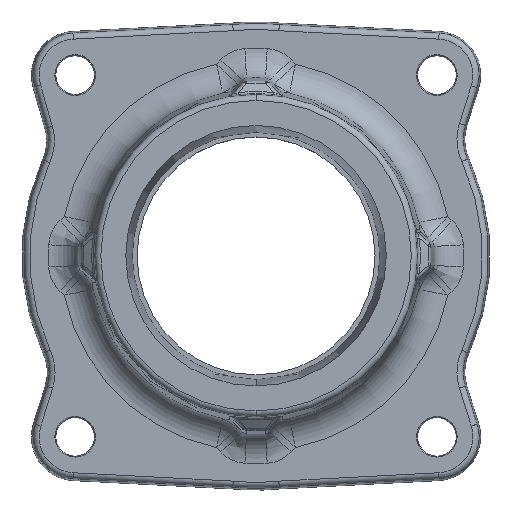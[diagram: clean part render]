
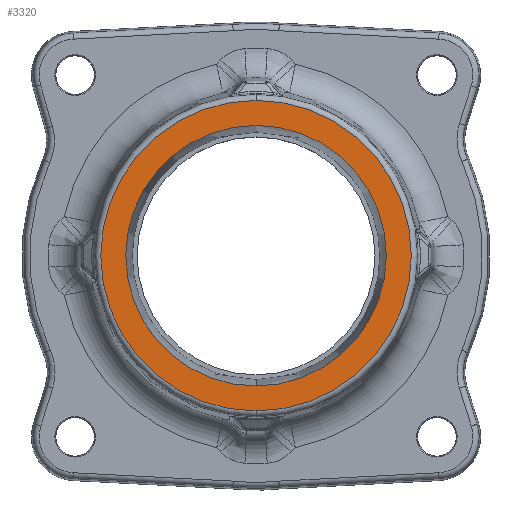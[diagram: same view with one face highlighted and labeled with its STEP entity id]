
A CAD part, top view. The second image highlights one B-rep face of the part: STEP entity #3320.
In plain terms, the highlighted planar face has unit normal (0, 0, 1).
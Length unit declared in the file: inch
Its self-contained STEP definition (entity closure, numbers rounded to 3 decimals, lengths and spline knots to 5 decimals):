
#49=CARTESIAN_POINT('',(0.,0.,1.9375));
#50=DIRECTION('',(0.,0.,1.));
#51=DIRECTION('',(0.,-1.,0.));
#52=AXIS2_PLACEMENT_3D('',#49,#50,#51);
#64=CARTESIAN_POINT('',(0.,0.,1.9375));
#65=DIRECTION('',(0.,0.,1.));
#66=DIRECTION('',(0.,1.,0.));
#67=AXIS2_PLACEMENT_3D('',#64,#65,#66);
#69=CARTESIAN_POINT('',(0.,0.,1.9375));
#70=DIRECTION('',(0.,0.,1.));
#71=DIRECTION('',(0.,-1.,0.));
#72=AXIS2_PLACEMENT_3D('',#69,#70,#71);
#74=CARTESIAN_POINT('',(0.,0.,1.9375));
#75=DIRECTION('',(0.,0.,1.));
#76=DIRECTION('',(0.,1.,0.));
#77=AXIS2_PLACEMENT_3D('',#74,#75,#76);
#2997=CARTESIAN_POINT('',(0.,1.36879,1.9375));
#2998=VERTEX_POINT('',#2997);
#2999=CARTESIAN_POINT('',(0.,-1.36879,1.9375));
#3000=VERTEX_POINT('',#2999);
#3001=CARTESIAN_POINT('',(0.,-1.63147,1.9375));
#3002=CARTESIAN_POINT('',(0.,1.63147,1.9375));
#3003=VERTEX_POINT('',#3001);
#3004=VERTEX_POINT('',#3002);
#3304=CARTESIAN_POINT('',(0.,0.,1.9375));
#3305=DIRECTION('',(0.,0.,1.));
#3306=DIRECTION('',(0.,1.,0.));
#3307=AXIS2_PLACEMENT_3D('',#3304,#3305,#3306);
#3308=PLANE('',#3307);
#3309=ORIENTED_EDGE('',*,*,#3294,.F.);
#3311=ORIENTED_EDGE('',*,*,#3310,.F.);
#3312=EDGE_LOOP('',(#3309,#3311));
#3313=FACE_OUTER_BOUND('',#3312,.F.);
#3315=ORIENTED_EDGE('',*,*,#3314,.T.);
#3317=ORIENTED_EDGE('',*,*,#3316,.T.);
#3318=EDGE_LOOP('',(#3315,#3317));
#3319=FACE_BOUND('',#3318,.F.);
#53=CIRCLE('',#52,1.63147);
#68=CIRCLE('',#67,1.36879);
#73=CIRCLE('',#72,1.36879);
#78=CIRCLE('',#77,1.63147);
#3294=EDGE_CURVE('',#3003,#3004,#53,.T.);
#3310=EDGE_CURVE('',#3004,#3003,#78,.T.);
#3314=EDGE_CURVE('',#2998,#3000,#68,.T.);
#3316=EDGE_CURVE('',#3000,#2998,#73,.T.);
#3320=ADVANCED_FACE('',(#3313,#3319),#3308,.T.);
